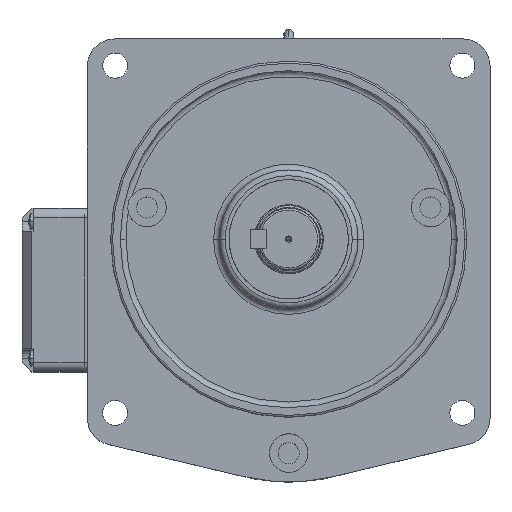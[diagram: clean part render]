
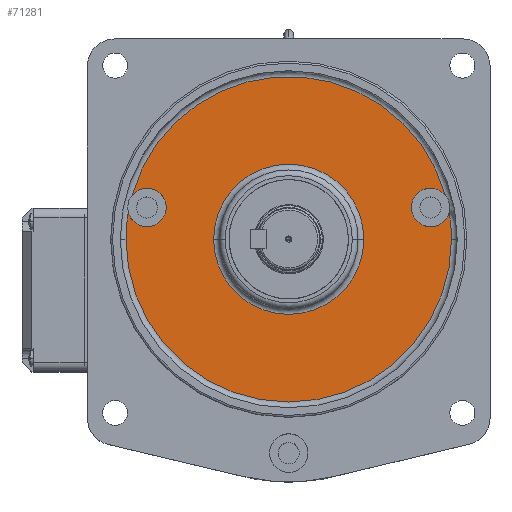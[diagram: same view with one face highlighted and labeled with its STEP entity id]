
A CAD part, top view. The second image highlights one B-rep face of the part: STEP entity #71281.
In plain terms, the highlighted face is planar.
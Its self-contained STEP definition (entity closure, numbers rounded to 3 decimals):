
#3245 = VERTEX_POINT ( 'NONE', #43620 ) ;
#3636 = VERTEX_POINT ( 'NONE', #43713 ) ;
#4558 = DIRECTION ( 'NONE',  ( -1., 0., 0. ) ) ;
#5988 = DIRECTION ( 'NONE',  ( 0., 0., -1. ) ) ;
#5991 = CARTESIAN_POINT ( 'NONE',  ( 73.612, 42.5, -91. ) ) ;
#5998 = CIRCLE ( 'NONE', #6020, 10. ) ;
#6005 = CARTESIAN_POINT ( 'NONE',  ( 63.612, 42.5, -91. ) ) ;
#6020 = AXIS2_PLACEMENT_3D ( 'NONE', #5991, #5988, #4558 ) ;
#6023 = CARTESIAN_POINT ( 'NONE',  ( 83.317, 40.089, -91. ) ) ;
#6024 = EDGE_CURVE ( 'NONE', #3636, #3245, #44388, .T. ) ;
#7399 = VERTEX_POINT ( 'NONE', #44746 ) ;
#8961 = VERTEX_POINT ( 'NONE', #45264 ) ;
#9162 = EDGE_CURVE ( 'NONE', #9731, #8961, #45302, .T. ) ;
#9731 = VERTEX_POINT ( 'NONE', #45437 ) ;
#12824 = CARTESIAN_POINT ( 'NONE',  ( 0., 26., -91. ) ) ;
#12827 = DIRECTION ( 'NONE',  ( 0., 0., 1. ) ) ;
#12836 = CIRCLE ( 'NONE', #12846, 84.5 ) ;
#12846 = AXIS2_PLACEMENT_3D ( 'NONE', #12824, #12827, #12930 ) ;
#12930 = DIRECTION ( 'NONE',  ( 1., 0., 0. ) ) ;
#13015 = CARTESIAN_POINT ( 'NONE',  ( -81.359, 48.823, -91. ) ) ;
#13436 = CARTESIAN_POINT ( 'NONE',  ( 0., 26., -91. ) ) ;
#13438 = DIRECTION ( 'NONE',  ( 0., 0., 1. ) ) ;
#13441 = FACE_BOUND ( 'NONE', #57450, .T. ) ;
#13512 = DIRECTION ( 'NONE',  ( -1., 0., 0. ) ) ;
#13527 = CARTESIAN_POINT ( 'NONE',  ( 0., 110.5, -91. ) ) ;
#13530 = PLANE ( 'NONE',  #13550 ) ;
#13541 = FACE_OUTER_BOUND ( 'NONE', #71266, .T. ) ;
#13543 = DIRECTION ( 'NONE',  ( 1., 0., 0. ) ) ;
#13545 = AXIS2_PLACEMENT_3D ( 'NONE', #13436, #13438, #13543 ) ;
#13547 = CIRCLE ( 'NONE', #13545, 84.5 ) ;
#13550 = AXIS2_PLACEMENT_3D ( 'NONE', #13527, #13551, #13512 ) ;
#13551 = DIRECTION ( 'NONE',  ( 0., 0., -1. ) ) ;
#14885 = DIRECTION ( 'NONE',  ( -1., 0., 0. ) ) ;
#14887 = DIRECTION ( 'NONE',  ( 0., 0., -1. ) ) ;
#14889 = CARTESIAN_POINT ( 'NONE',  ( -73.612, 42.5, -91. ) ) ;
#14890 = AXIS2_PLACEMENT_3D ( 'NONE', #14889, #14887, #14885 ) ;
#14929 = CIRCLE ( 'NONE', #14890, 10. ) ;
#17881 = AXIS2_PLACEMENT_3D ( 'NONE', #18027, #18026, #18024 ) ;
#17896 = CARTESIAN_POINT ( 'NONE',  ( 81.359, 48.823, -91. ) ) ;
#17901 = CIRCLE ( 'NONE', #17881, 84.5 ) ;
#17954 = DIRECTION ( 'NONE',  ( -1., 0., 0. ) ) ;
#17956 = DIRECTION ( 'NONE',  ( 0., 0., -1. ) ) ;
#17957 = AXIS2_PLACEMENT_3D ( 'NONE', #17973, #17956, #17954 ) ;
#17973 = CARTESIAN_POINT ( 'NONE',  ( 73.612, 42.5, -91. ) ) ;
#18019 = CIRCLE ( 'NONE', #17957, 10. ) ;
#18024 = DIRECTION ( 'NONE',  ( 1., 0., 0. ) ) ;
#18026 = DIRECTION ( 'NONE',  ( 0., 0., 1. ) ) ;
#18027 = CARTESIAN_POINT ( 'NONE',  ( 0., 26., -91. ) ) ;
#35542 = CIRCLE ( 'NONE', #35608, 39. ) ;
#35606 = DIRECTION ( 'NONE',  ( 1., 0., 0. ) ) ;
#35607 = DIRECTION ( 'NONE',  ( 0., 0., 1. ) ) ;
#35608 = AXIS2_PLACEMENT_3D ( 'NONE', #35614, #35607, #35606 ) ;
#35614 = CARTESIAN_POINT ( 'NONE',  ( 0., 26., -91. ) ) ;
#36467 = VERTEX_POINT ( 'NONE', #52933 ) ;
#36524 = EDGE_CURVE ( 'NONE', #7399, #36467, #53024, .T. ) ;
#43620 = CARTESIAN_POINT ( 'NONE',  ( 84.5, 26., -91. ) ) ;
#43713 = CARTESIAN_POINT ( 'NONE',  ( -84.5, 26., -91. ) ) ;
#44373 = DIRECTION ( 'NONE',  ( 1., 0., 0. ) ) ;
#44374 = DIRECTION ( 'NONE',  ( 0., 0., 1. ) ) ;
#44388 = CIRCLE ( 'NONE', #44397, 84.5 ) ;
#44391 = CARTESIAN_POINT ( 'NONE',  ( 0., 26., -91. ) ) ;
#44397 = AXIS2_PLACEMENT_3D ( 'NONE', #44391, #44374, #44373 ) ;
#44746 = CARTESIAN_POINT ( 'NONE',  ( -39., 26., -91. ) ) ;
#45264 = CARTESIAN_POINT ( 'NONE',  ( -83.317, 40.089, -91. ) ) ;
#45280 = DIRECTION ( 'NONE',  ( -1., 0., 0. ) ) ;
#45281 = DIRECTION ( 'NONE',  ( 0., 0., -1. ) ) ;
#45289 = CARTESIAN_POINT ( 'NONE',  ( -73.612, 42.5, -91. ) ) ;
#45302 = CIRCLE ( 'NONE', #45306, 10. ) ;
#45306 = AXIS2_PLACEMENT_3D ( 'NONE', #45289, #45281, #45280 ) ;
#45437 = CARTESIAN_POINT ( 'NONE',  ( -63.612, 42.5, -91. ) ) ;
#46610 = VERTEX_POINT ( 'NONE', #6023 ) ;
#48284 = VERTEX_POINT ( 'NONE', #6005 ) ;
#48305 = EDGE_CURVE ( 'NONE', #46610, #48284, #5998, .T. ) ;
#52933 = CARTESIAN_POINT ( 'NONE',  ( 39., 26., -91. ) ) ;
#53024 = CIRCLE ( 'NONE', #53051, 39. ) ;
#53048 = DIRECTION ( 'NONE',  ( 1., 0., 0. ) ) ;
#53049 = DIRECTION ( 'NONE',  ( 0., 0., 1. ) ) ;
#53050 = CARTESIAN_POINT ( 'NONE',  ( 0., 26., -91. ) ) ;
#53051 = AXIS2_PLACEMENT_3D ( 'NONE', #53050, #53049, #53048 ) ;
#57443 = ORIENTED_EDGE ( 'NONE', *, *, #36524, .T. ) ;
#57450 = EDGE_LOOP ( 'NONE', ( #57456, #57443 ) ) ;
#57456 = ORIENTED_EDGE ( 'NONE', *, *, #70845, .T. ) ;
#57466 = ORIENTED_EDGE ( 'NONE', *, *, #57530, .F. ) ;
#57471 = ORIENTED_EDGE ( 'NONE', *, *, #57541, .F. ) ;
#57530 = EDGE_CURVE ( 'NONE', #57531, #71156, #17901, .T. ) ;
#57531 = VERTEX_POINT ( 'NONE', #17896 ) ;
#57541 = EDGE_CURVE ( 'NONE', #48284, #57531, #18019, .T. ) ;
#70845 = EDGE_CURVE ( 'NONE', #36467, #7399, #35542, .T. ) ;
#70971 = ORIENTED_EDGE ( 'NONE', *, *, #71661, .F. ) ;
#71096 = EDGE_CURVE ( 'NONE', #8961, #3636, #12836, .T. ) ;
#71156 = VERTEX_POINT ( 'NONE', #13015 ) ;
#71191 = ORIENTED_EDGE ( 'NONE', *, *, #48305, .F. ) ;
#71200 = ORIENTED_EDGE ( 'NONE', *, *, #71267, .F. ) ;
#71266 = EDGE_LOOP ( 'NONE', ( #71191, #71200, #71277, #71268, #71280, #70971, #57466, #57471 ) ) ;
#71267 = EDGE_CURVE ( 'NONE', #3245, #46610, #13547, .T. ) ;
#71268 = ORIENTED_EDGE ( 'NONE', *, *, #71096, .F. ) ;
#71277 = ORIENTED_EDGE ( 'NONE', *, *, #6024, .F. ) ;
#71280 = ORIENTED_EDGE ( 'NONE', *, *, #9162, .F. ) ;
#71281 = ADVANCED_FACE ( 'NONE', ( #13541, #13441 ), #13530, .T. ) ;
#71661 = EDGE_CURVE ( 'NONE', #71156, #9731, #14929, .T. ) ;
